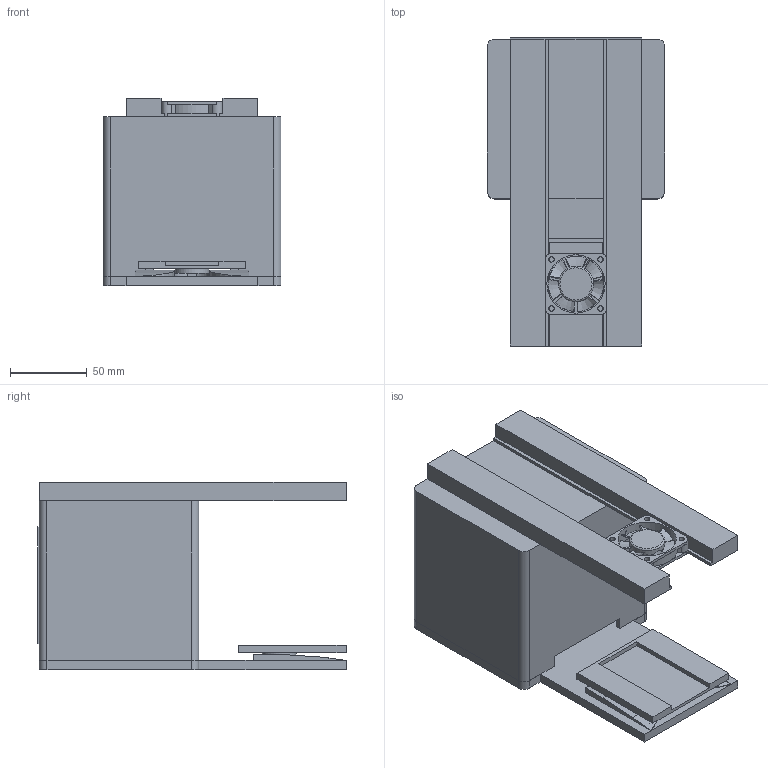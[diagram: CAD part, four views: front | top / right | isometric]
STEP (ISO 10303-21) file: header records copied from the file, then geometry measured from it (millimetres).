
FILE_DESCRIPTION(/* description */ (''),/* implementation_level */ '2;1');
FILE_NAME(/* name */ 'Robo Base V3 v1.step',/* time_stamp */ '2024-10-05T12:07:33+05:30',/* author */ (''),/* organization */ (''),/* preprocessor_version */ 'ST-DEVELOPER v20',/* originating_system */ 'Autodesk Translation Framework v13.20.0.188',/* authorisation */ '');
FILE_SCHEMA (('AUTOMOTIVE_DESIGN { 1 0 10303 214 3 1 1 }'));
Length unit declared in the file: millimetre
Products named in the file (4): Robo Base V3; Chassis V2 v1; Component1; 1939K17_Low-Voltage Equipment-Cooling Fan
Assembly tree (3 placements, depth 3):
  Robo Base V3
    Chassis V2 v1
    Component1
      1939K17_Low-Voltage Equipment-Cooling Fan
Bounding box: 116 x 201 x 122 mm (x, y, z)
Volume: 485237.7 mm3; surface area: 220805.3 mm2
Topology: 11 solids, 15 shells, 284 faces, 662 edges, 437 vertices
Faces by surface type: plane 183, cylinder 72, bspline 28, torus 1
Full cylindrical faces by diameter (mm): 3.6 x4, 4 x8, 4.2 x8, 6.9 x4, 7 x4, 9.8 x4, 10 x4, 22 x1, 23 x1, 38 x1
Entity records: 9116 total; most frequent: CARTESIAN_POINT 2432, DIRECTION 1344, ORIENTED_EDGE 1324, EDGE_CURVE 662, AXIS2_PLACEMENT_3D 461, VERTEX_POINT 437, LINE 422, VECTOR 422
